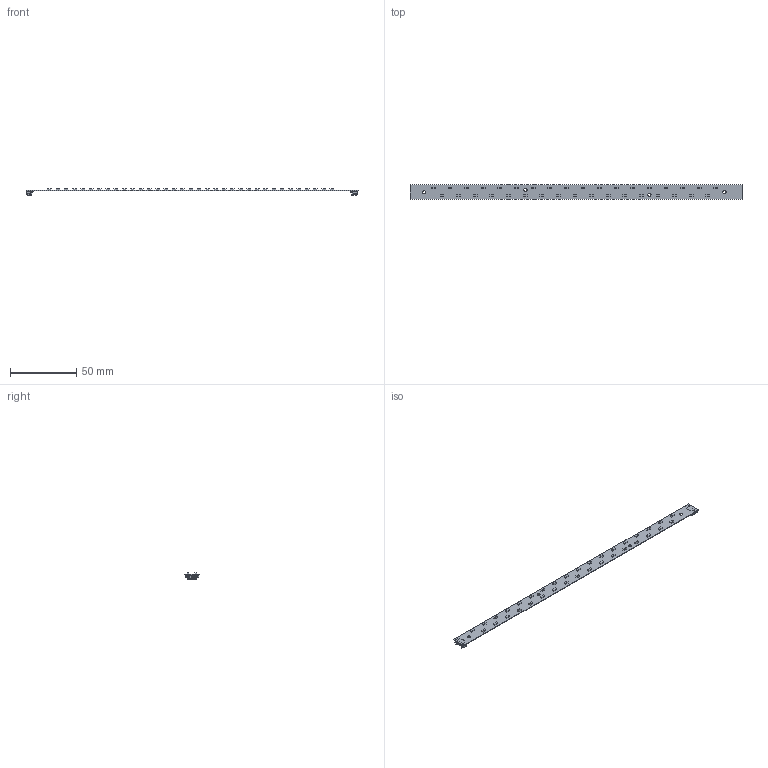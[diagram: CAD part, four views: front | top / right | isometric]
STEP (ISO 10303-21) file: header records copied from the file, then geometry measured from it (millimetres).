
FILE_DESCRIPTION(('Open CASCADE Model'),'2;1');
FILE_NAME('Open CASCADE Shape Model','2019-09-22T16:33:33',('Author'),( 'Open CASCADE'),'Open CASCADE STEP processor 6.8','Open CASCADE 6.8' ,'Unknown');
FILE_SCHEMA(('AUTOMOTIVE_DESIGN { 1 0 10303 214 1 1 1 1 }'));
Length unit declared in the file: millimetre
Products named in the file (1): PCB
Bounding box: 250.19 x 11.05 x 4.92 mm (x, y, z)
Volume: 1401.4 mm3; surface area: 6825.3 mm2
Topology: 38 solids, 38 shells, 732 faces, 1894 edges, 1320 vertices
Faces by surface type: plane 696, cylinder 36
Full cylindrical faces by diameter (mm): 2.4 x4
Entity records: 22212 total; most frequent: CARTESIAN_POINT 3947, ORIENTED_EDGE 3664, DIRECTION 3440, EDGE_CURVE 1832, LINE 1814, VECTOR 1814, VERTEX_POINT 1196, AXIS2_PLACEMENT_3D 813
